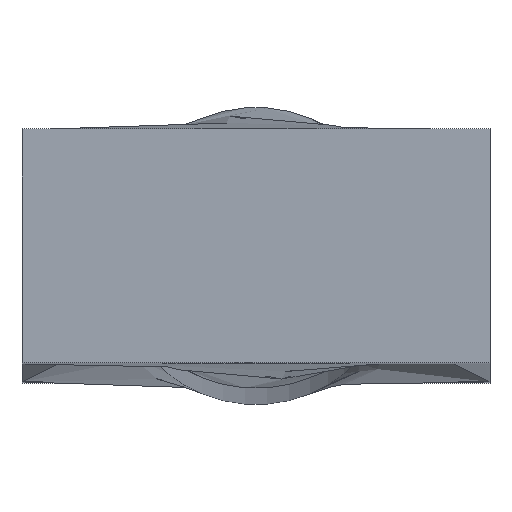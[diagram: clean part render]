
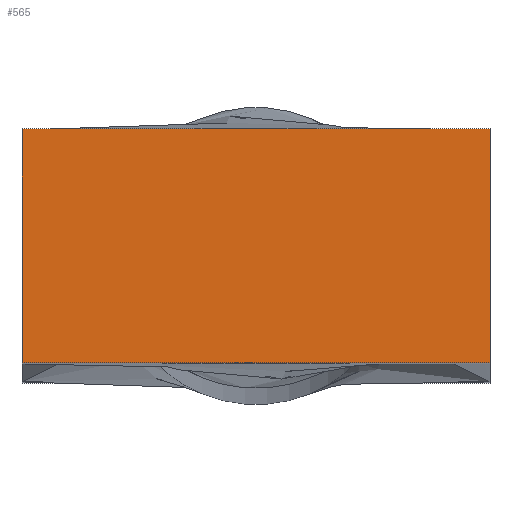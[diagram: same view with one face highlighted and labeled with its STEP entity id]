
A CAD part, top view. The second image highlights one B-rep face of the part: STEP entity #565.
In plain terms, the highlighted planar face has unit normal (0, 0, 1).
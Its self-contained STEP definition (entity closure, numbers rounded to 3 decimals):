
#72=FACE_OUTER_BOUND('',#100,.T.);
#100=EDGE_LOOP('',(#442,#443,#444,#445));
#145=LINE('',#979,#202);
#148=LINE('',#984,#205);
#149=LINE('',#987,#206);
#150=LINE('',#988,#207);
#202=VECTOR('',#726,10.);
#205=VECTOR('',#731,10.);
#206=VECTOR('',#734,10.);
#207=VECTOR('',#735,10.);
#263=VERTEX_POINT('',#976);
#264=VERTEX_POINT('',#978);
#265=VERTEX_POINT('',#982);
#266=VERTEX_POINT('',#986);
#334=EDGE_CURVE('',#263,#264,#145,.T.);
#337=EDGE_CURVE('',#265,#263,#148,.T.);
#338=EDGE_CURVE('',#266,#265,#149,.T.);
#339=EDGE_CURVE('',#266,#264,#150,.T.);
#442=ORIENTED_EDGE('',*,*,#337,.F.);
#443=ORIENTED_EDGE('',*,*,#338,.F.);
#444=ORIENTED_EDGE('',*,*,#339,.T.);
#445=ORIENTED_EDGE('',*,*,#334,.F.);
#543=PLANE('',#625);
#565=ADVANCED_FACE('',(#72),#543,.T.);
#625=AXIS2_PLACEMENT_3D('',#985,#732,#733);
#726=DIRECTION('',(-1.,0.,0.));
#731=DIRECTION('',(0.,-1.,0.));
#732=DIRECTION('center_axis',(0.,0.,1.));
#733=DIRECTION('ref_axis',(1.,0.,0.));
#734=DIRECTION('',(1.,0.,0.));
#735=DIRECTION('',(0.,-1.,0.));
#976=CARTESIAN_POINT('',(25.,-12.5,1120.));
#978=CARTESIAN_POINT('',(-25.,-12.5,1120.));
#979=CARTESIAN_POINT('',(25.,-12.5,1120.));
#982=CARTESIAN_POINT('',(25.,12.5,1120.));
#984=CARTESIAN_POINT('',(25.,0.,1120.));
#985=CARTESIAN_POINT('Origin',(-25.,0.,1120.));
#986=CARTESIAN_POINT('',(-25.,12.5,1120.));
#987=CARTESIAN_POINT('',(25.,12.5,1120.));
#988=CARTESIAN_POINT('',(-25.,0.,1120.));
